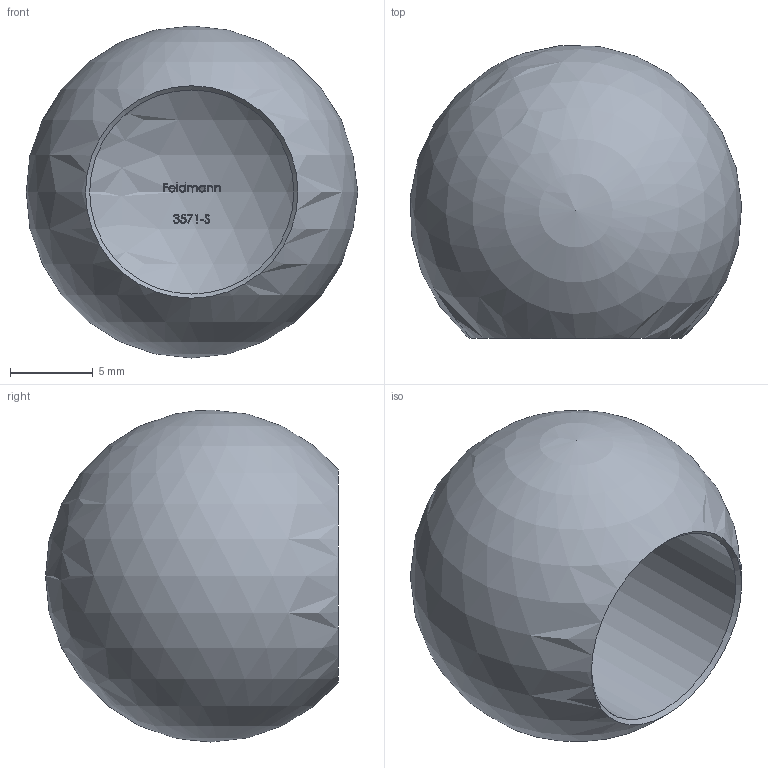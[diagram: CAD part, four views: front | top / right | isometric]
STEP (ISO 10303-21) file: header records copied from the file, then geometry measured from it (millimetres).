
FILE_DESCRIPTION (( 'STEP AP203' ), '1' );
FILE_NAME ('3571-S.step', '2020-02-03T15:36:04', ( '' ), ( '' ), 'SwSTEP 2.0', 'SolidWorks 2015', '' );
FILE_SCHEMA (( 'CONFIG_CONTROL_DESIGN' ));
Length unit declared in the file: millimetre
Products named in the file (2): 3571-S
Bounding box: 19.96 x 17.64 x 20 mm (x, y, z)
Volume: 2493.3 mm3; surface area: 1584.6 mm2
Topology: 1 solids, 15 shells, 201 faces, 506 edges, 337 vertices
Faces by surface type: bspline 85, plane 81, cone 33, cylinder 1, sphere 1
Full cylindrical faces by diameter (mm): 12.3 x1
Entity records: 9320 total; most frequent: CARTESIAN_POINT 5343, ORIENTED_EDGE 1002, EDGE_CURVE 501, DIRECTION 402, VERTEX_POINT 335, B_SPLINE_CURVE_WITH_KNOTS 310, EDGE_LOOP 206, FACE_OUTER_BOUND 188
